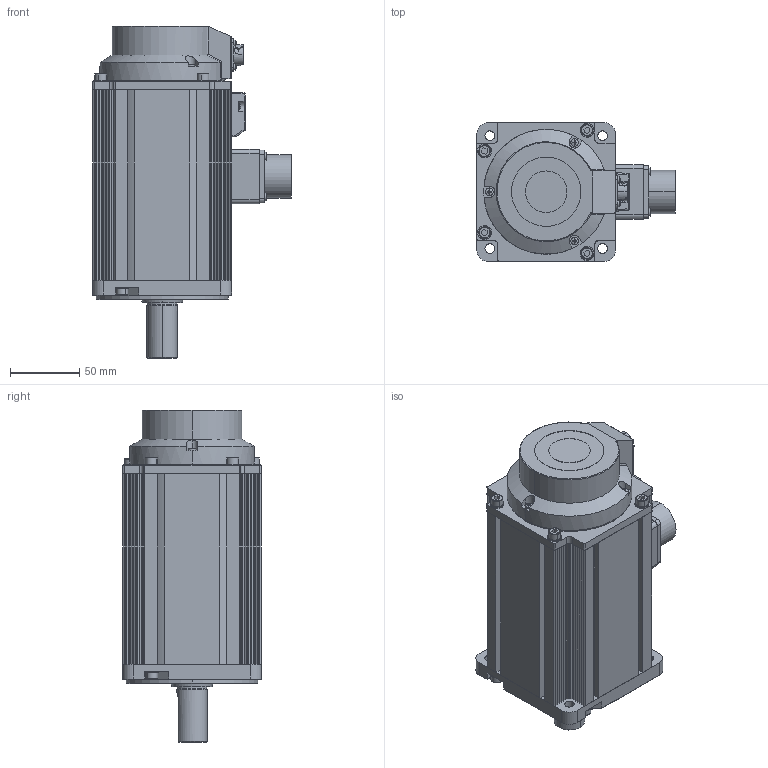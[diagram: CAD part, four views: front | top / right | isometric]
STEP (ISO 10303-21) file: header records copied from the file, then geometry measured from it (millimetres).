
FILE_DESCRIPTION (( 'STEP AP214' ), '1' );
FILE_NAME ('4611170001633.STEP', '2023-06-15T06:01:41', ( '11' ), ( '' ), 'SwSTEP 2.0', 'SolidWorks 2015', '' );
FILE_SCHEMA (( 'AUTOMOTIVE_DESIGN' ));
Length unit declared in the file: millimetre
Products named in the file (1): 4611170001633
Bounding box: 143 x 100 x 239.4 mm (x, y, z)
Surface area: 291633.6 mm2 (no closed solid volume)
Topology: 0 solids, 48 shells, 2075 faces, 5266 edges, 3415 vertices
Faces by surface type: plane 888, cylinder 795, cone 203, bspline 82, torus 67, sphere 40
Entity records: 93121 total; most frequent: CARTESIAN_POINT 20009, ORIENTED_EDGE 10408, DIRECTION 10269, EDGE_CURVE 5220, AXIS2_PLACEMENT_3D 3830, VERTEX_POINT 3411, VECTOR 2609, LINE 2609
